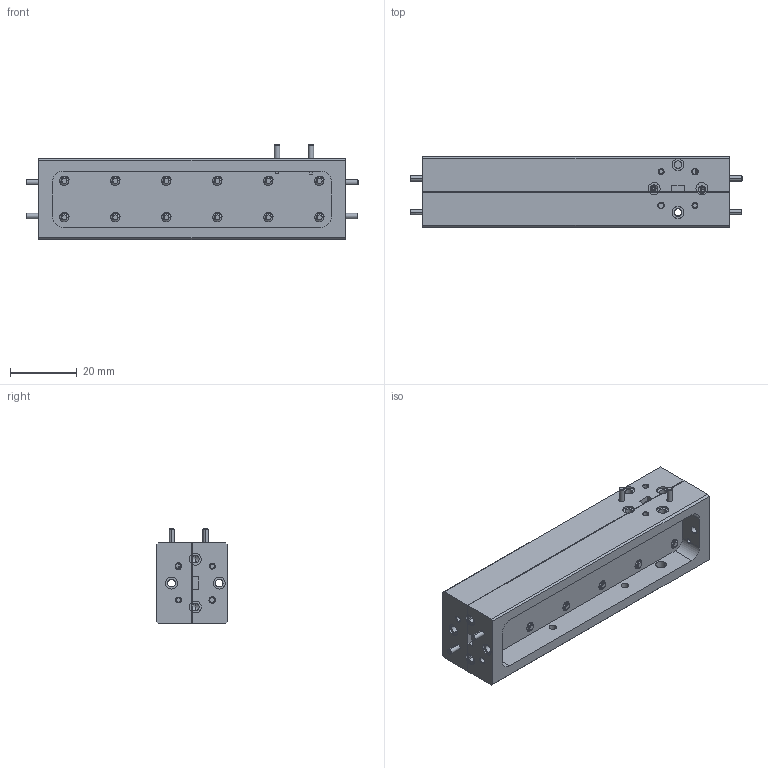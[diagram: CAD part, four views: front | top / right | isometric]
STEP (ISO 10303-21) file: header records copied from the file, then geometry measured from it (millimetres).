
FILE_DESCRIPTION (( 'STEP AP203' ), '1' );
FILE_NAME ('SWD-XX40-15-SB.STEP', '2016-12-20T22:55:10', ( '' ), ( '' ), 'SwSTEP 2.0', 'SolidWorks 2013', '' );
FILE_SCHEMA (( 'CONFIG_CONTROL_DESIGN' ));
Length unit declared in the file: inch
Products named in the file (1): SWD-XX40-15-SB
Bounding box: 99.19 x 21.06 x 28.38 mm (x, y, z)
Volume: 26625.2 mm3; surface area: 24456.6 mm2
Topology: 33 solids, 33 shells, 1379 faces, 3654 edges, 2347 vertices
Faces by surface type: cylinder 841, plane 276, cone 236, bspline 26
Entity records: 56902 total; most frequent: CARTESIAN_POINT 25951, ORIENTED_EDGE 7280, DIRECTION 5721, EDGE_CURVE 3640, VERTEX_POINT 2347, AXIS2_PLACEMENT_3D 2137, EDGE_LOOP 1519, VECTOR 1447
